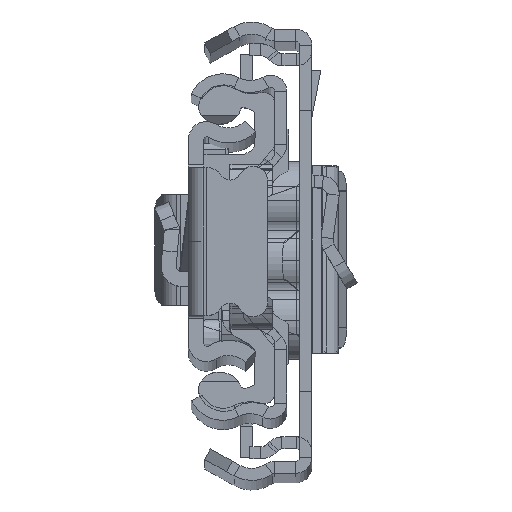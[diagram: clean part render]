
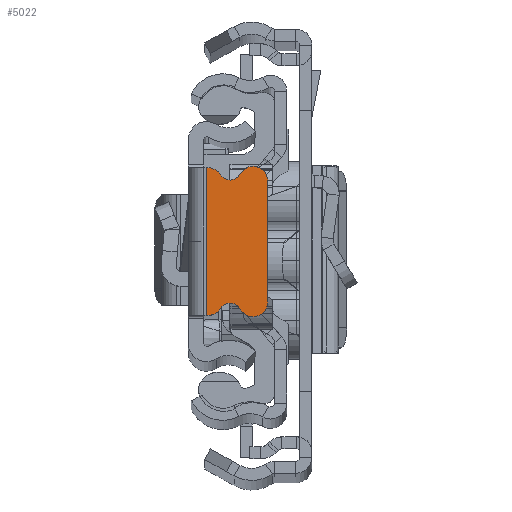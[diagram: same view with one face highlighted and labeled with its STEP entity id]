
A CAD part, top view. The second image highlights one B-rep face of the part: STEP entity #5022.
In plain terms, the highlighted planar face has unit normal (0, 0, 1).
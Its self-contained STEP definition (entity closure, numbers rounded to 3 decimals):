
#874 = DIRECTION ( 'NONE',  ( 0., 0., 1. ) ) ;
#1604 = AXIS2_PLACEMENT_3D ( 'NONE', #9124, #8996, #21489 ) ;
#1610 = CARTESIAN_POINT ( 'NONE',  ( -6.429, -6., 0. ) ) ;
#2102 = ORIENTED_EDGE ( 'NONE', *, *, #4848, .T. ) ;
#2149 = EDGE_CURVE ( 'NONE', #25424, #17610, #2590, .T. ) ;
#2169 = AXIS2_PLACEMENT_3D ( 'NONE', #10782, #21518, #9290 ) ;
#2269 = DIRECTION ( 'NONE',  ( 1., 0., 0. ) ) ;
#2370 = CARTESIAN_POINT ( 'NONE',  ( -7.929, -6., 0. ) ) ;
#2398 = CARTESIAN_POINT ( 'NONE',  ( -4.142, 7.236, 0. ) ) ;
#2506 = VERTEX_POINT ( 'NONE', #19440 ) ;
#2574 = ORIENTED_EDGE ( 'NONE', *, *, #8058, .T. ) ;
#2590 = CIRCLE ( 'NONE', #2169, 1.5 ) ;
#2669 = DIRECTION ( 'NONE',  ( 1., 0., 0. ) ) ;
#3358 = CARTESIAN_POINT ( 'NONE',  ( -1.929, -7.37, 0. ) ) ;
#3610 = DIRECTION ( 'NONE',  ( 1., 0., 0. ) ) ;
#3808 = EDGE_CURVE ( 'NONE', #8049, #26516, #24715, .T. ) ;
#4268 = ORIENTED_EDGE ( 'NONE', *, *, #14847, .F. ) ;
#4537 = VERTEX_POINT ( 'NONE', #10634 ) ;
#4559 = VECTOR ( 'NONE', #18530, 1000. ) ;
#4848 = EDGE_CURVE ( 'NONE', #9358, #4537, #22560, .T. ) ;
#4926 = DIRECTION ( 'NONE',  ( 0., 0., 1. ) ) ;
#5022 = ADVANCED_FACE ( 'NONE', ( #15292 ), #21597, .T. ) ;
#5131 = ORIENTED_EDGE ( 'NONE', *, *, #19174, .T. ) ;
#5259 = AXIS2_PLACEMENT_3D ( 'NONE', #2398, #8609, #2269 ) ;
#5720 = EDGE_CURVE ( 'NONE', #17580, #25424, #10654, .T. ) ;
#5984 = DIRECTION ( 'NONE',  ( 0., -1., 0. ) ) ;
#6457 = ORIENTED_EDGE ( 'NONE', *, *, #20918, .F. ) ;
#6714 = AXIS2_PLACEMENT_3D ( 'NONE', #25095, #874, #19052 ) ;
#7908 = CARTESIAN_POINT ( 'NONE',  ( -7.929, 6., 0. ) ) ;
#8049 = VERTEX_POINT ( 'NONE', #19650 ) ;
#8058 = EDGE_CURVE ( 'NONE', #4537, #17580, #25839, .T. ) ;
#8150 = LINE ( 'NONE', #18370, #8371 ) ;
#8371 = VECTOR ( 'NONE', #5984, 1000. ) ;
#8494 = CARTESIAN_POINT ( 'NONE',  ( -1.929, -7.37, 0. ) ) ;
#8609 = DIRECTION ( 'NONE',  ( 0., 0., -1. ) ) ;
#8996 = DIRECTION ( 'NONE',  ( 0., 0., -1. ) ) ;
#9124 = CARTESIAN_POINT ( 'NONE',  ( -4.142, -7.236, 0. ) ) ;
#9149 = CIRCLE ( 'NONE', #19450, 1.5 ) ;
#9193 = EDGE_CURVE ( 'NONE', #26516, #23729, #22019, .T. ) ;
#9290 = DIRECTION ( 'NONE',  ( 1., 0., 0. ) ) ;
#9358 = VERTEX_POINT ( 'NONE', #7908 ) ;
#10208 = CARTESIAN_POINT ( 'NONE',  ( -1.929, 5.87, 0. ) ) ;
#10429 = AXIS2_PLACEMENT_3D ( 'NONE', #1610, #21802, #3610 ) ;
#10634 = CARTESIAN_POINT ( 'NONE',  ( -7.929, -6., 0. ) ) ;
#10654 = CIRCLE ( 'NONE', #1604, 1.1 ) ;
#10782 = CARTESIAN_POINT ( 'NONE',  ( -1.929, -5.87, 0. ) ) ;
#11040 = ORIENTED_EDGE ( 'NONE', *, *, #9193, .T. ) ;
#11589 = DIRECTION ( 'NONE',  ( -1., 0., 0. ) ) ;
#11791 = EDGE_CURVE ( 'NONE', #23954, #17610, #21808, .T. ) ;
#11809 = CARTESIAN_POINT ( 'NONE',  ( -3.206, 6.658, 0. ) ) ;
#11993 = ORIENTED_EDGE ( 'NONE', *, *, #11791, .F. ) ;
#12149 = LINE ( 'NONE', #18824, #24626 ) ;
#13119 = AXIS2_PLACEMENT_3D ( 'NONE', #10208, #18256, #22553 ) ;
#13156 = DIRECTION ( 'NONE',  ( -1., 0., 0. ) ) ;
#13188 = ORIENTED_EDGE ( 'NONE', *, *, #2149, .T. ) ;
#14412 = CARTESIAN_POINT ( 'NONE',  ( -5.109, -6.713, 0. ) ) ;
#14847 = EDGE_CURVE ( 'NONE', #2506, #23954, #8150, .T. ) ;
#15292 = FACE_OUTER_BOUND ( 'NONE', #23861, .T. ) ;
#15808 = ORIENTED_EDGE ( 'NONE', *, *, #5720, .T. ) ;
#15830 = CARTESIAN_POINT ( 'NONE',  ( -3.206, -6.658, 0. ) ) ;
#17580 = VERTEX_POINT ( 'NONE', #14412 ) ;
#17610 = VERTEX_POINT ( 'NONE', #8494 ) ;
#18256 = DIRECTION ( 'NONE',  ( 0., 0., 1. ) ) ;
#18370 = CARTESIAN_POINT ( 'NONE',  ( -1.75, 0., 0. ) ) ;
#18530 = DIRECTION ( 'NONE',  ( 0., -1., 0. ) ) ;
#18726 = VECTOR ( 'NONE', #11589, 1000. ) ;
#18824 = CARTESIAN_POINT ( 'NONE',  ( -1.929, 7.37, 0. ) ) ;
#19052 = DIRECTION ( 'NONE',  ( 1., 0., 0. ) ) ;
#19174 = EDGE_CURVE ( 'NONE', #23729, #9358, #9149, .T. ) ;
#19440 = CARTESIAN_POINT ( 'NONE',  ( -1.75, 7.37, 0. ) ) ;
#19450 = AXIS2_PLACEMENT_3D ( 'NONE', #25360, #4926, #13156 ) ;
#19602 = CARTESIAN_POINT ( 'NONE',  ( -1.75, -7.37, 0. ) ) ;
#19650 = CARTESIAN_POINT ( 'NONE',  ( -1.929, 7.37, 0. ) ) ;
#20918 = EDGE_CURVE ( 'NONE', #8049, #2506, #12149, .T. ) ;
#21489 = DIRECTION ( 'NONE',  ( -1., 0., 0. ) ) ;
#21518 = DIRECTION ( 'NONE',  ( 0., 0., 1. ) ) ;
#21597 = PLANE ( 'NONE',  #6714 ) ;
#21802 = DIRECTION ( 'NONE',  ( 0., 0., 1. ) ) ;
#21808 = LINE ( 'NONE', #3358, #18726 ) ;
#22019 = CIRCLE ( 'NONE', #5259, 1.1 ) ;
#22553 = DIRECTION ( 'NONE',  ( -1., 0., 0. ) ) ;
#22560 = LINE ( 'NONE', #2370, #4559 ) ;
#22875 = ORIENTED_EDGE ( 'NONE', *, *, #3808, .T. ) ;
#23729 = VERTEX_POINT ( 'NONE', #25243 ) ;
#23861 = EDGE_LOOP ( 'NONE', ( #4268, #6457, #22875, #11040, #5131, #2102, #2574, #15808, #13188, #11993 ) ) ;
#23954 = VERTEX_POINT ( 'NONE', #19602 ) ;
#24626 = VECTOR ( 'NONE', #2669, 1000. ) ;
#24715 = CIRCLE ( 'NONE', #13119, 1.5 ) ;
#25095 = CARTESIAN_POINT ( 'NONE',  ( 544.071, 0., 0. ) ) ;
#25243 = CARTESIAN_POINT ( 'NONE',  ( -5.109, 6.713, 0. ) ) ;
#25360 = CARTESIAN_POINT ( 'NONE',  ( -6.429, 6., 0. ) ) ;
#25424 = VERTEX_POINT ( 'NONE', #15830 ) ;
#25839 = CIRCLE ( 'NONE', #10429, 1.5 ) ;
#26516 = VERTEX_POINT ( 'NONE', #11809 ) ;
